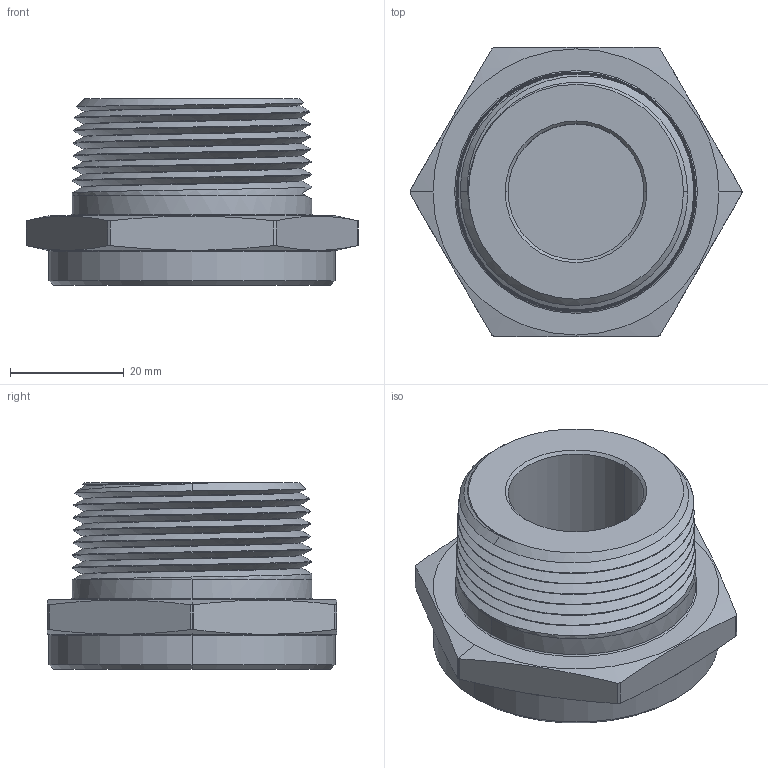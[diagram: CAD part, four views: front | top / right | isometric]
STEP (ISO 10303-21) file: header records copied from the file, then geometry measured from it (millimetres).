
FILE_DESCRIPTION (( 'STEP AP214' ), '1' );
FILE_NAME ('101017.step', '2013-08-23T19:28:24', ( '' ), ( '' ), 'SwSTEP 2.0', 'SolidWorks 2012', '' );
FILE_SCHEMA (( 'AUTOMOTIVE_DESIGN' ));
Length unit declared in the file: inch
Products named in the file (3): 402017; 403017_CUSTOMER; 101017
Assembly tree (2 placements, depth 2):
  101017
    403017_CUSTOMER
    402017
Bounding box: 58.35 x 50.8 x 32.77 mm (x, y, z)
Volume: 40774.9 mm3; surface area: 13501.1 mm2
Topology: 2 solids, 2 shells, 62 faces, 154 edges, 97 vertices
Faces by surface type: cone 26, cylinder 15, plane 14, torus 4, bspline 3
Entity records: 7691 total; most frequent: CARTESIAN_POINT 6170, ORIENTED_EDGE 308, DIRECTION 277, EDGE_CURVE 154, AXIS2_PLACEMENT_3D 113, VERTEX_POINT 97, EDGE_LOOP 65, ADVANCED_FACE 62
